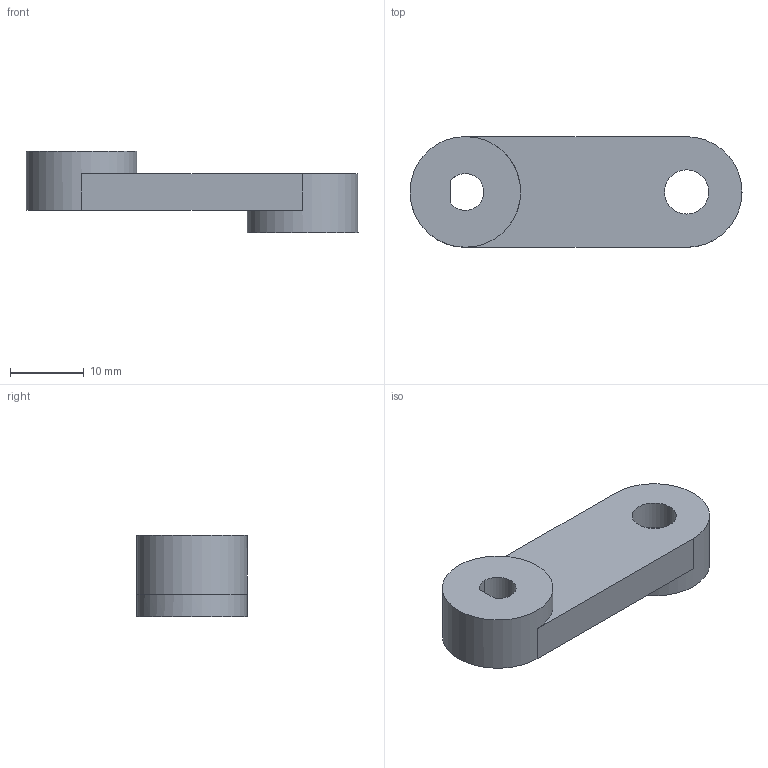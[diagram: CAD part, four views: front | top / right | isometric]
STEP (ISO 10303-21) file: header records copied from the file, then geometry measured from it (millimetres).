
FILE_DESCRIPTION(('HOOPS Exchange Step'),'2;1');
FILE_NAME('temp_export','2022-04-09T00:13:49-06:00',('mobile'),('Shapr3D Limited'),'HOOPS Exchange 2021.2','Shapr3D','Authorized');
FILE_SCHEMA( ('AP203_CONFIGURATION_CONTROLLED_3D_DESIGN_OF_MECHANICAL_PARTS_AND_ASSEMBLIES_MIM_LF') );
Length unit declared in the file: millimetre
Products named in the file (1): 实体  08 (1)new2
Bounding box: 45 x 15 x 11 mm (x, y, z)
Volume: 3652.5 mm3; surface area: 2295.3 mm2
Topology: 1 solids, 1 shells, 16 faces, 38 edges, 26 vertices
Faces by surface type: plane 9, cylinder 7
Full cylindrical faces by diameter (mm): 6 x1, 9 x1, 10.6 x1, 15 x2
Entity records: 510 total; most frequent: DIRECTION 92, CARTESIAN_POINT 81, ORIENTED_EDGE 76, EDGE_CURVE 38, AXIS2_PLACEMENT_3D 37, VERTEX_POINT 26, EDGE_LOOP 22, FACE_BOUND 22
